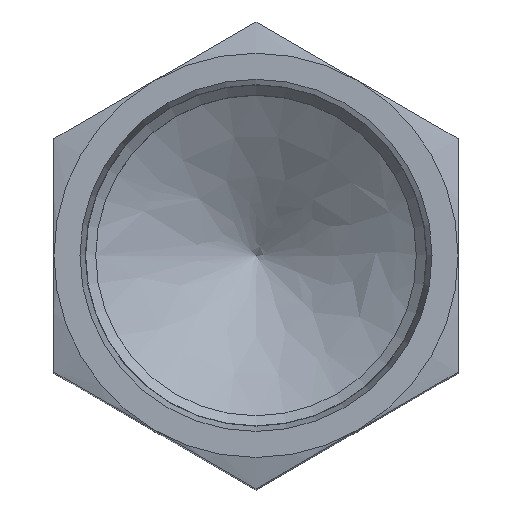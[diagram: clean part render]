
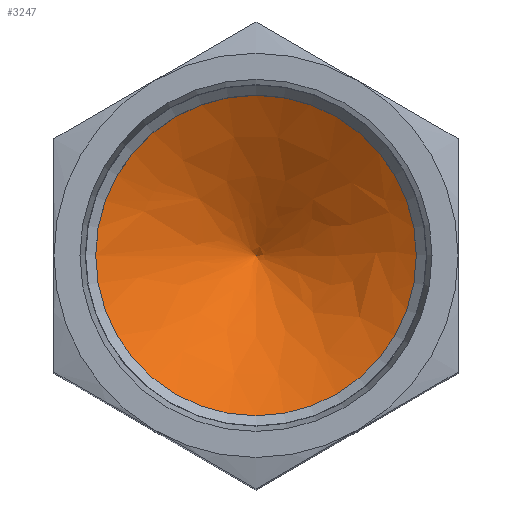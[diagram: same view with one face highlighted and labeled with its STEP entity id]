
A CAD part, top view. The second image highlights one B-rep face of the part: STEP entity #3247.
In plain terms, the highlighted free-form (B-spline) face has degree [1, 2] with [2, 9] control points.
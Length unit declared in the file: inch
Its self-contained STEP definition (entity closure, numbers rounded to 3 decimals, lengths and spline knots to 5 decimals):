
#3183=CARTESIAN_POINT('',(0.8925,0.,4.6));
#3184=VERTEX_POINT('',#3183);
#3185=CARTESIAN_POINT('',(0.,0.,4.6));
#3186=DIRECTION('',(0.0,0.0,1.0));
#3187=DIRECTION('',(1.0,0.0,0.0));
#3188=AXIS2_PLACEMENT_3D('',#3185,#3186,#3187);
#3189=CIRCLE('',#3188,0.8925);
#3190=EDGE_CURVE('',#3184,#3184,#3189,.T.);
#3218=CARTESIAN_POINT('',(-0.8925,0.,4.6));
#3219=CARTESIAN_POINT('',(0.,0.,4.06373));
#3220=CARTESIAN_POINT('',(-0.8925,-0.8925,4.6));
#3221=CARTESIAN_POINT('',(0.,0.,4.06373));
#3222=CARTESIAN_POINT('',(0.,-0.8925,4.6));
#3223=CARTESIAN_POINT('',(0.,0.,4.06373));
#3224=CARTESIAN_POINT('',(0.8925,-0.8925,4.6));
#3225=CARTESIAN_POINT('',(0.,0.,4.06373));
#3226=CARTESIAN_POINT('',(0.8925,0.,4.6));
#3227=CARTESIAN_POINT('',(0.,0.,4.06373));
#3228=CARTESIAN_POINT('',(0.8925,0.8925,4.6));
#3229=CARTESIAN_POINT('',(0.,0.,4.06373));
#3230=CARTESIAN_POINT('',(0.,0.8925,4.6));
#3231=CARTESIAN_POINT('',(0.,0.,4.06373));
#3232=CARTESIAN_POINT('',(-0.8925,0.8925,4.6));
#3233=CARTESIAN_POINT('',(0.,0.,4.06373));
#3234=CARTESIAN_POINT('',(-0.8925,0.,4.6));
#3235=CARTESIAN_POINT('',(0.,0.,4.06373));
#3243=(BOUNDED_SURFACE()B_SPLINE_SURFACE(1,2,((#3218,#3220,#3222,#3224,#3226,#3228,#3230,#3232,#3234),(#3219,#3221,#3223,#3225,#3227,#3229,#3231,#3233,#3235)),.UNSPECIFIED.,.F.,.T.,.U.)B_SPLINE_SURFACE_WITH_KNOTS((2,2),(3,2,2,2,3),(-1.16663,1.16663),(0.0,0.70097,1.40194,2.1029,2.80387),.UNSPECIFIED.)GEOMETRIC_REPRESENTATION_ITEM()RATIONAL_B_SPLINE_SURFACE(((1.0,0.707,1.0,0.707,1.0,0.707,1.0,0.707,1.0),(1.0,0.707,1.0,0.707,1.0,0.707,1.0,0.707,1.0)))REPRESENTATION_ITEM('')SURFACE());
#3244=ORIENTED_EDGE('',*,*,#3190,.T.);
#3245=EDGE_LOOP('',(#3244));
#3246=FACE_OUTER_BOUND('',#3245,.T.);
#3247=ADVANCED_FACE('',(#3246),#3243,.F.);
